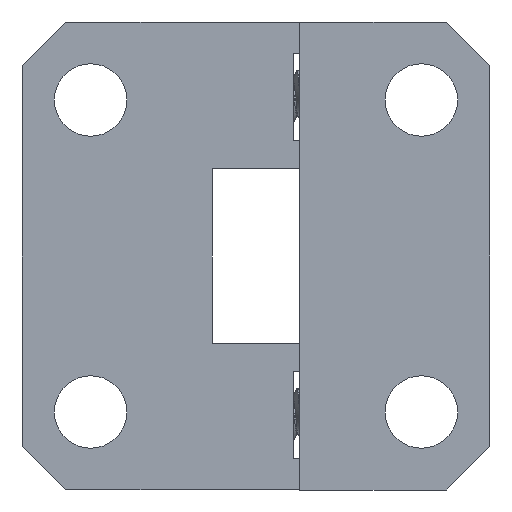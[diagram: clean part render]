
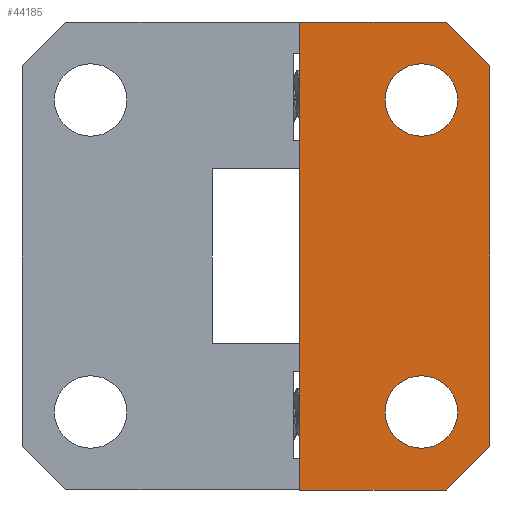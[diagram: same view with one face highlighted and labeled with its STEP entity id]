
A CAD part, left-side view. The second image highlights one B-rep face of the part: STEP entity #44185.
In plain terms, the highlighted planar face has unit normal (-1, 0, 0).
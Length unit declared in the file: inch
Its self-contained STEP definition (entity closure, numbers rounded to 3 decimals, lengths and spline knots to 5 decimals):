
#293 = CARTESIAN_POINT ( 'NONE',  ( -1.3, 0., -0.375 ) ) ;
#1232 = VECTOR ( 'NONE', #35653, 39.37008 ) ;
#1318 = ORIENTED_EDGE ( 'NONE', *, *, #31356, .T. ) ;
#1679 = CARTESIAN_POINT ( 'NONE',  ( -1.3, 0., 0.375 ) ) ;
#2324 = CARTESIAN_POINT ( 'NONE',  ( -1.3, -0.305, 0.375 ) ) ;
#3213 = DIRECTION ( 'NONE',  ( 0., 0., -1. ) ) ;
#6244 = LINE ( 'NONE', #29206, #26803 ) ;
#6451 = CARTESIAN_POINT ( 'NONE',  ( -1.3, -0.305, 0.305 ) ) ;
#6455 = CARTESIAN_POINT ( 'NONE',  ( -1.3, -0.195, -0.25 ) ) ;
#6752 = ORIENTED_EDGE ( 'NONE', *, *, #31828, .F. ) ;
#6803 = DIRECTION ( 'NONE',  ( 0., 0., -1. ) ) ;
#7370 = VERTEX_POINT ( 'NONE', #24020 ) ;
#7912 = AXIS2_PLACEMENT_3D ( 'NONE', #19079, #44518, #13323 ) ;
#8840 = CARTESIAN_POINT ( 'NONE',  ( -1.3, -0.195, -0.308 ) ) ;
#9089 = DIRECTION ( 'NONE',  ( 0., 0., 1. ) ) ;
#10173 = CARTESIAN_POINT ( 'NONE',  ( -1.3, -0.305, 0.305 ) ) ;
#10263 = CARTESIAN_POINT ( 'NONE',  ( -1.3, -0.305, -0.375 ) ) ;
#10355 = ORIENTED_EDGE ( 'NONE', *, *, #19911, .T. ) ;
#10536 = CARTESIAN_POINT ( 'NONE',  ( -1.3, -0.195, 0.192 ) ) ;
#11083 = DIRECTION ( 'NONE',  ( 0., -0.707, 0.707 ) ) ;
#11389 = CARTESIAN_POINT ( 'NONE',  ( -1.3, -0.305, -0.305 ) ) ;
#13323 = DIRECTION ( 'NONE',  ( 0., 0., -1. ) ) ;
#13707 = VERTEX_POINT ( 'NONE', #41277 ) ;
#13807 = AXIS2_PLACEMENT_3D ( 'NONE', #36591, #22492, #18797 ) ;
#15957 = LINE ( 'NONE', #2324, #21998 ) ;
#16113 = VECTOR ( 'NONE', #34831, 39.37008 ) ;
#17642 = EDGE_CURVE ( 'NONE', #23282, #30378, #19436, .T. ) ;
#18131 = ORIENTED_EDGE ( 'NONE', *, *, #36230, .F. ) ;
#18246 = EDGE_LOOP ( 'NONE', ( #18131, #24064 ) ) ;
#18797 = DIRECTION ( 'NONE',  ( 0., 0., -1. ) ) ;
#18852 = EDGE_CURVE ( 'NONE', #34943, #41591, #28226, .T. ) ;
#19079 = CARTESIAN_POINT ( 'NONE',  ( -1.3, -0.195, 0.25 ) ) ;
#19154 = LINE ( 'NONE', #10263, #42481 ) ;
#19390 = ORIENTED_EDGE ( 'NONE', *, *, #36966, .T. ) ;
#19436 = LINE ( 'NONE', #6451, #16113 ) ;
#19868 = LINE ( 'NONE', #11389, #44304 ) ;
#19911 = EDGE_CURVE ( 'NONE', #30378, #27912, #15957, .T. ) ;
#20041 = FACE_BOUND ( 'NONE', #18246, .T. ) ;
#20164 = CARTESIAN_POINT ( 'NONE',  ( -1.3, -0.195, 0.308 ) ) ;
#20266 = CARTESIAN_POINT ( 'NONE',  ( -1.3, -0.305, -0.375 ) ) ;
#20864 = CIRCLE ( 'NONE', #25929, 0.058 ) ;
#20932 = ORIENTED_EDGE ( 'NONE', *, *, #17642, .T. ) ;
#21034 = EDGE_CURVE ( 'NONE', #43710, #25726, #20864, .T. ) ;
#21398 = CIRCLE ( 'NONE', #23843, 0.058 ) ;
#21998 = VECTOR ( 'NONE', #26566, 39.37008 ) ;
#22492 = DIRECTION ( 'NONE',  ( -1., 0., 0. ) ) ;
#22783 = FACE_OUTER_BOUND ( 'NONE', #38167, .T. ) ;
#23282 = VERTEX_POINT ( 'NONE', #10173 ) ;
#23843 = AXIS2_PLACEMENT_3D ( 'NONE', #6455, #31297, #3213 ) ;
#24020 = CARTESIAN_POINT ( 'NONE',  ( -1.3, -0.305, -0.305 ) ) ;
#24064 = ORIENTED_EDGE ( 'NONE', *, *, #18852, .F. ) ;
#24238 = DIRECTION ( 'NONE',  ( 0., 0., -1. ) ) ;
#24884 = CARTESIAN_POINT ( 'NONE',  ( -1.3, -0.235, 0.375 ) ) ;
#24919 = CIRCLE ( 'NONE', #7912, 0.058 ) ;
#25726 = VERTEX_POINT ( 'NONE', #27157 ) ;
#25929 = AXIS2_PLACEMENT_3D ( 'NONE', #28391, #31939, #6803 ) ;
#26566 = DIRECTION ( 'NONE',  ( 0., 1., 0. ) ) ;
#26662 = AXIS2_PLACEMENT_3D ( 'NONE', #20266, #40915, #9089 ) ;
#26803 = VECTOR ( 'NONE', #32299, 39.37008 ) ;
#27157 = CARTESIAN_POINT ( 'NONE',  ( -1.3, -0.195, -0.192 ) ) ;
#27912 = VERTEX_POINT ( 'NONE', #1679 ) ;
#28226 = CIRCLE ( 'NONE', #13807, 0.058 ) ;
#28391 = CARTESIAN_POINT ( 'NONE',  ( -1.3, -0.195, -0.25 ) ) ;
#29206 = CARTESIAN_POINT ( 'NONE',  ( -1.3, -0.305, -0.375 ) ) ;
#30378 = VERTEX_POINT ( 'NONE', #24884 ) ;
#30845 = EDGE_CURVE ( 'NONE', #44873, #13707, #6244, .T. ) ;
#31297 = DIRECTION ( 'NONE',  ( -1., 0., 0. ) ) ;
#31356 = EDGE_CURVE ( 'NONE', #27912, #13707, #39515, .T. ) ;
#31367 = ORIENTED_EDGE ( 'NONE', *, *, #21034, .F. ) ;
#31736 = ORIENTED_EDGE ( 'NONE', *, *, #40192, .F. ) ;
#31828 = EDGE_CURVE ( 'NONE', #25726, #43710, #21398, .T. ) ;
#31939 = DIRECTION ( 'NONE',  ( -1., 0., 0. ) ) ;
#32299 = DIRECTION ( 'NONE',  ( 0., 1., 0. ) ) ;
#34828 = EDGE_LOOP ( 'NONE', ( #31367, #6752 ) ) ;
#34831 = DIRECTION ( 'NONE',  ( 0., 0.707, 0.707 ) ) ;
#34943 = VERTEX_POINT ( 'NONE', #20164 ) ;
#35116 = ORIENTED_EDGE ( 'NONE', *, *, #30845, .F. ) ;
#35653 = DIRECTION ( 'NONE',  ( 0., 0., -1. ) ) ;
#36230 = EDGE_CURVE ( 'NONE', #41591, #34943, #24919, .T. ) ;
#36591 = CARTESIAN_POINT ( 'NONE',  ( -1.3, -0.195, 0.25 ) ) ;
#36966 = EDGE_CURVE ( 'NONE', #44873, #7370, #19868, .T. ) ;
#37316 = PLANE ( 'NONE',  #26662 ) ;
#38167 = EDGE_LOOP ( 'NONE', ( #35116, #19390, #31736, #20932, #10355, #1318 ) ) ;
#39244 = CARTESIAN_POINT ( 'NONE',  ( -1.3, -0.235, -0.375 ) ) ;
#39515 = LINE ( 'NONE', #293, #1232 ) ;
#40192 = EDGE_CURVE ( 'NONE', #23282, #7370, #19154, .T. ) ;
#40915 = DIRECTION ( 'NONE',  ( 1., 0., 0. ) ) ;
#41148 = FACE_BOUND ( 'NONE', #34828, .T. ) ;
#41277 = CARTESIAN_POINT ( 'NONE',  ( -1.3, 0., -0.375 ) ) ;
#41591 = VERTEX_POINT ( 'NONE', #10536 ) ;
#42481 = VECTOR ( 'NONE', #24238, 39.37008 ) ;
#43710 = VERTEX_POINT ( 'NONE', #8840 ) ;
#44185 = ADVANCED_FACE ( 'NONE', ( #20041, #41148, #22783 ), #37316, .F. ) ;
#44304 = VECTOR ( 'NONE', #11083, 39.37008 ) ;
#44518 = DIRECTION ( 'NONE',  ( -1., 0., 0. ) ) ;
#44873 = VERTEX_POINT ( 'NONE', #39244 ) ;
